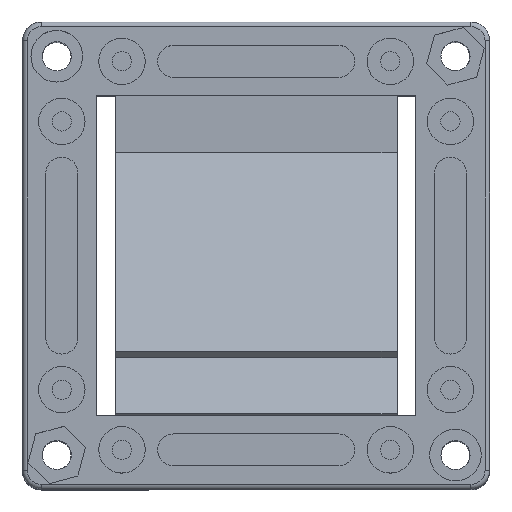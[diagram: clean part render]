
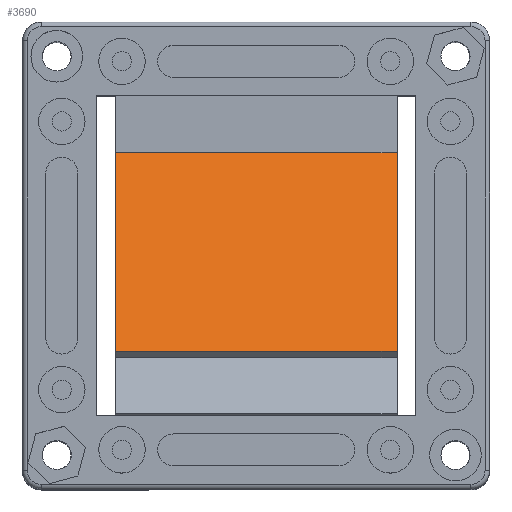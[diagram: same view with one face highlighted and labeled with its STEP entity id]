
A CAD part, top view. The second image highlights one B-rep face of the part: STEP entity #3690.
In plain terms, the highlighted face is planar.
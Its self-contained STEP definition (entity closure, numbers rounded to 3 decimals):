
#500=FACE_OUTER_BOUND('',#742,.T.);
#742=EDGE_LOOP('',(#3336,#3337,#3338,#3339));
#1114=LINE('',#6250,#1496);
#1118=LINE('',#6258,#1500);
#1121=LINE('',#6264,#1503);
#1124=LINE('',#6269,#1506);
#1496=VECTOR('',#5168,10.);
#1500=VECTOR('',#5174,10.);
#1503=VECTOR('',#5179,10.);
#1506=VECTOR('',#5184,10.);
#1830=VERTEX_POINT('',#6248);
#1831=VERTEX_POINT('',#6249);
#1834=VERTEX_POINT('',#6257);
#1836=VERTEX_POINT('',#6263);
#2328=EDGE_CURVE('',#1830,#1831,#1114,.T.);
#2332=EDGE_CURVE('',#1831,#1834,#1118,.T.);
#2335=EDGE_CURVE('',#1834,#1836,#1121,.T.);
#2338=EDGE_CURVE('',#1836,#1830,#1124,.T.);
#3336=ORIENTED_EDGE('',*,*,#2338,.T.);
#3337=ORIENTED_EDGE('',*,*,#2328,.T.);
#3338=ORIENTED_EDGE('',*,*,#2332,.T.);
#3339=ORIENTED_EDGE('',*,*,#2335,.T.);
#3485=PLANE('',#4139);
#3690=ADVANCED_FACE('',(#500),#3485,.F.);
#4139=AXIS2_PLACEMENT_3D('',#6271,#5186,#5187);
#5168=DIRECTION('',(0.,-1.,0.));
#5174=DIRECTION('',(-1.,0.,0.));
#5179=DIRECTION('',(0.,1.,0.));
#5184=DIRECTION('',(1.,0.,0.));
#5186=DIRECTION('center_axis',(0.,0.,1.));
#5187=DIRECTION('ref_axis',(1.,0.,0.));
#6248=CARTESIAN_POINT('',(30.568,0.,0.));
#6249=CARTESIAN_POINT('',(30.568,-30.,0.));
#6250=CARTESIAN_POINT('',(30.568,0.,0.));
#6257=CARTESIAN_POINT('',(0.568,-30.,0.));
#6258=CARTESIAN_POINT('',(30.568,-30.,0.));
#6263=CARTESIAN_POINT('',(0.568,0.,0.));
#6264=CARTESIAN_POINT('',(0.568,-30.,0.));
#6269=CARTESIAN_POINT('',(0.568,0.,0.));
#6271=CARTESIAN_POINT('Origin',(15.568,-15.,0.));
